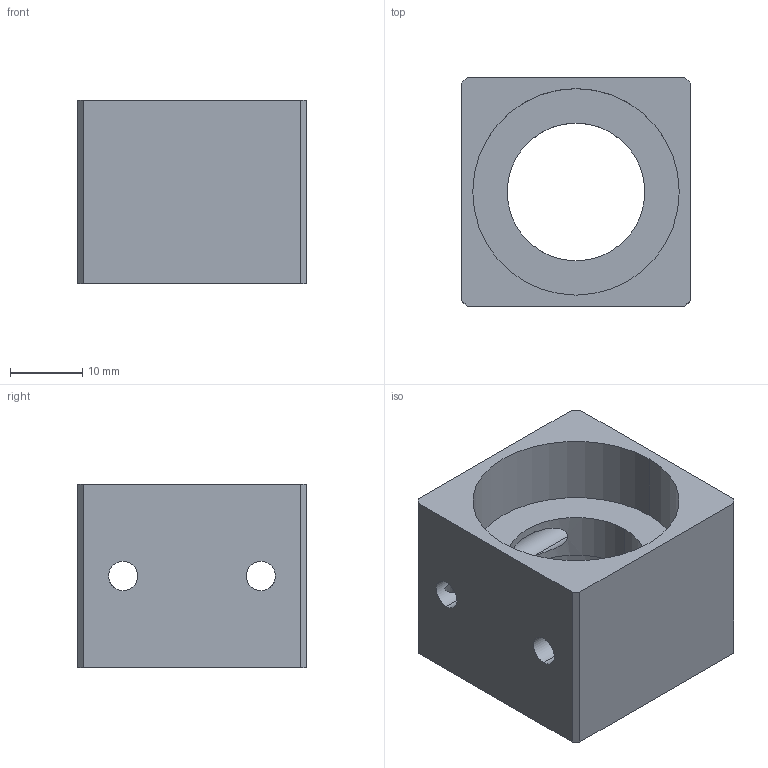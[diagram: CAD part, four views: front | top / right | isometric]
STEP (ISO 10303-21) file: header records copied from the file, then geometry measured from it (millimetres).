
FILE_DESCRIPTION (( 'STEP AP214' ), '1' );
FILE_NAME ('am-3253 DART Bearing Block REV4.STEP', '2018-06-12T15:10:53', ( '' ), ( '' ), 'SwSTEP 2.0', 'SolidWorks 2017', '' );
FILE_SCHEMA (( 'AUTOMOTIVE_DESIGN' ));
Length unit declared in the file: inch
Products named in the file (1): am-3253 DART Bearing Block REV4
Bounding box: 31.62 x 31.62 x 25.4 mm (x, y, z)
Volume: 9999.9 mm3; surface area: 7814.3 mm2
Topology: 1 solids, 1 shells, 40 faces, 114 edges, 68 vertices
Faces by surface type: cylinder 20, plane 12, cone 8
Entity records: 1748 total; most frequent: CARTESIAN_POINT 483, DIRECTION 216, ORIENTED_EDGE 212, EDGE_CURVE 106, AXIS2_PLACEMENT_3D 81, VERTEX_POINT 68, EDGE_LOOP 58, LINE 54
